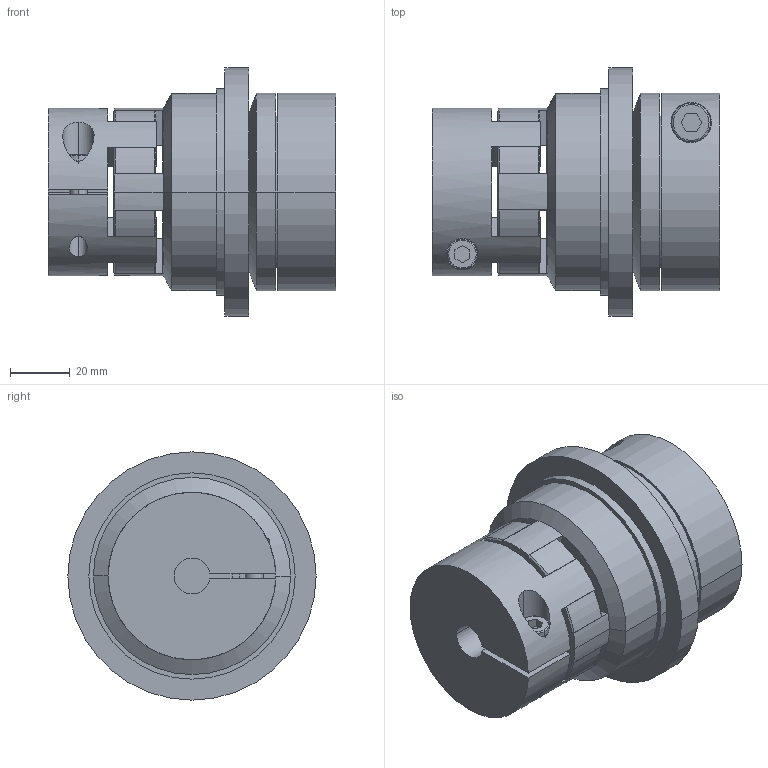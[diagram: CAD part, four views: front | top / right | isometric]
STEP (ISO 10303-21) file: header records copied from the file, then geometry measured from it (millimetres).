
FILE_DESCRIPTION(('STEP AP214'),'1');
FILE_NAME('ES2_60_96_F_12_15_30_20_40_1.stp','2022-02-15T21:53:47',('R+W Antriebselemente GmbH'),(''),'Spatial InterOp 3D',' ',' ');
FILE_SCHEMA(('AUTOMOTIVE_DESIGN'));
Length unit declared in the file: millimetre
Products named in the file (3): 2022_02_15__22-53-47-762
Bounding box: 96 x 83 x 83 mm (x, y, z)
Volume: 271694.2 mm3; surface area: 56128.8 mm2
Topology: 3 solids, 3 shells, 173 faces, 447 edges, 294 vertices
Faces by surface type: plane 79, cylinder 68, cone 22, torus 4
Entity records: 7083 total; most frequent: CARTESIAN_POINT 1227, DIRECTION 969, ORIENTED_EDGE 894, EDGE_CURVE 447, AXIS2_PLACEMENT_3D 354, VERTEX_POINT 294, LINE 261, VECTOR 261
